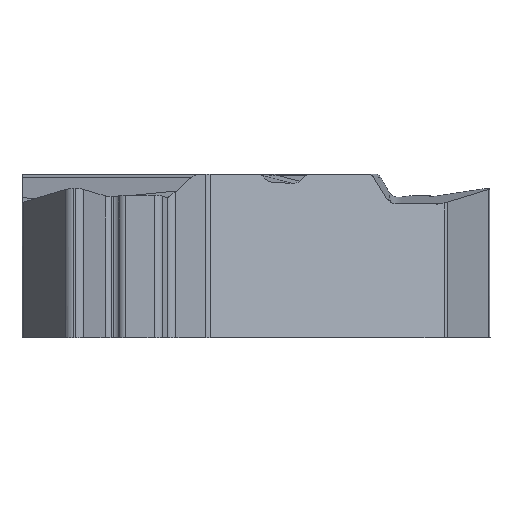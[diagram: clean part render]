
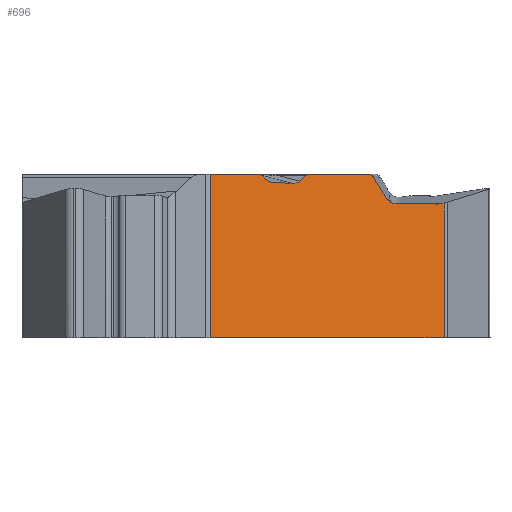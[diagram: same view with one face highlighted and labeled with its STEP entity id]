
A CAD part, front view. The second image highlights one B-rep face of the part: STEP entity #696.
In plain terms, the highlighted planar face has unit normal (0.5, -0.866, 0).
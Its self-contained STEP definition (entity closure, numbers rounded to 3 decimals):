
#92=FACE_OUTER_BOUND('',#885,.T.);
#180=PLANE('',#2321);
#219=LINE('',#3644,#405);
#223=LINE('',#3658,#409);
#301=LINE('',#3981,#487);
#302=LINE('',#3983,#488);
#303=LINE('',#3985,#489);
#304=LINE('',#3987,#490);
#305=LINE('',#3991,#491);
#306=LINE('',#3995,#492);
#307=LINE('',#4000,#493);
#308=LINE('',#4004,#494);
#309=LINE('',#4008,#495);
#405=VECTOR('',#2475,1.);
#409=VECTOR('',#2485,1.);
#487=VECTOR('',#2753,1.);
#488=VECTOR('',#2756,1.);
#489=VECTOR('',#2757,1.);
#490=VECTOR('',#2758,1.);
#491=VECTOR('',#2761,1.);
#492=VECTOR('',#2764,1.);
#493=VECTOR('',#2769,1.);
#494=VECTOR('',#2772,1.);
#495=VECTOR('',#2775,1.);
#620=ELLIPSE('',#2314,0.358,0.32);
#621=ELLIPSE('',#2315,0.389,0.32);
#622=ELLIPSE('',#2316,0.177,0.15);
#623=ELLIPSE('',#2317,0.167,0.15);
#624=ELLIPSE('',#2318,0.314,0.3);
#625=ELLIPSE('',#2319,0.314,0.3);
#626=ELLIPSE('',#2320,0.15,0.15);
#696=ADVANCED_FACE('',(#92),#180,.F.);
#885=EDGE_LOOP('',(#1215,#1216,#1217,#1218,#1219,#1220,#1221,#1222,#1223,
#1224,#1225,#1226,#1227,#1228,#1229,#1230,#1231,#1232));
#1215=ORIENTED_EDGE('',*,*,#1957,.T.);
#1216=ORIENTED_EDGE('',*,*,#1958,.T.);
#1217=ORIENTED_EDGE('',*,*,#1959,.T.);
#1218=ORIENTED_EDGE('',*,*,#1960,.T.);
#1219=ORIENTED_EDGE('',*,*,#1961,.T.);
#1220=ORIENTED_EDGE('',*,*,#1962,.F.);
#1221=ORIENTED_EDGE('',*,*,#1963,.T.);
#1222=ORIENTED_EDGE('',*,*,#1964,.T.);
#1223=ORIENTED_EDGE('',*,*,#1965,.F.);
#1224=ORIENTED_EDGE('',*,*,#1823,.F.);
#1225=ORIENTED_EDGE('',*,*,#1966,.F.);
#1226=ORIENTED_EDGE('',*,*,#1967,.T.);
#1227=ORIENTED_EDGE('',*,*,#1968,.T.);
#1228=ORIENTED_EDGE('',*,*,#1969,.T.);
#1229=ORIENTED_EDGE('',*,*,#1970,.T.);
#1230=ORIENTED_EDGE('',*,*,#1971,.T.);
#1231=ORIENTED_EDGE('',*,*,#1972,.F.);
#1232=ORIENTED_EDGE('',*,*,#1816,.F.);
#1610=VERTEX_POINT('',#3643);
#1611=VERTEX_POINT('',#3645);
#1617=VERTEX_POINT('',#3657);
#1618=VERTEX_POINT('',#3659);
#1707=VERTEX_POINT('',#3980);
#1708=VERTEX_POINT('',#3984);
#1709=VERTEX_POINT('',#3986);
#1710=VERTEX_POINT('',#3988);
#1711=VERTEX_POINT('',#3990);
#1712=VERTEX_POINT('',#3992);
#1713=VERTEX_POINT('',#3994);
#1714=VERTEX_POINT('',#3996);
#1715=VERTEX_POINT('',#3999);
#1716=VERTEX_POINT('',#4001);
#1717=VERTEX_POINT('',#4003);
#1718=VERTEX_POINT('',#4005);
#1719=VERTEX_POINT('',#4007);
#1720=VERTEX_POINT('',#4009);
#1816=EDGE_CURVE('',#1610,#1611,#219,.T.);
#1823=EDGE_CURVE('',#1617,#1618,#223,.T.);
#1957=EDGE_CURVE('',#1610,#1707,#301,.T.);
#1958=EDGE_CURVE('',#1707,#1708,#302,.T.);
#1959=EDGE_CURVE('',#1708,#1709,#303,.T.);
#1960=EDGE_CURVE('',#1709,#1710,#304,.T.);
#1961=EDGE_CURVE('',#1710,#1711,#620,.T.);
#1962=EDGE_CURVE('',#1712,#1711,#305,.T.);
#1963=EDGE_CURVE('',#1712,#1713,#621,.T.);
#1964=EDGE_CURVE('',#1713,#1714,#306,.T.);
#1965=EDGE_CURVE('',#1618,#1714,#622,.T.);
#1966=EDGE_CURVE('',#1715,#1617,#623,.T.);
#1967=EDGE_CURVE('',#1715,#1716,#307,.T.);
#1968=EDGE_CURVE('',#1716,#1717,#624,.T.);
#1969=EDGE_CURVE('',#1717,#1718,#308,.T.);
#1970=EDGE_CURVE('',#1718,#1719,#625,.T.);
#1971=EDGE_CURVE('',#1719,#1720,#309,.T.);
#1972=EDGE_CURVE('',#1611,#1720,#626,.T.);
#2314=AXIS2_PLACEMENT_3D('',#3989,#2759,#2760);
#2315=AXIS2_PLACEMENT_3D('',#3993,#2762,#2763);
#2316=AXIS2_PLACEMENT_3D('',#3997,#2765,#2766);
#2317=AXIS2_PLACEMENT_3D('',#3998,#2767,#2768);
#2318=AXIS2_PLACEMENT_3D('',#4002,#2770,#2771);
#2319=AXIS2_PLACEMENT_3D('',#4006,#2773,#2774);
#2320=AXIS2_PLACEMENT_3D('',#4010,#2776,#2777);
#2321=AXIS2_PLACEMENT_3D('',#4011,#2778,#2779);
#2475=DIRECTION('',(0.866,0.5,0.));
#2485=DIRECTION('',(0.866,0.5,0.));
#2753=DIRECTION('',(0.,0.,-1.));
#2756=DIRECTION('',(0.866,0.5,0.));
#2757=DIRECTION('',(0.,0.,1.));
#2758=DIRECTION('',(-0.853,-0.492,-0.174));
#2759=DIRECTION('',(-0.5,0.866,0.));
#2760=DIRECTION('',(-0.853,-0.492,-0.174));
#2761=DIRECTION('',(0.866,0.5,0.));
#2762=DIRECTION('',(-0.5,0.866,0.));
#2763=DIRECTION('',(-0.859,-0.496,0.126));
#2764=DIRECTION('',(-0.497,-0.287,0.819));
#2765=DIRECTION('',(-0.5,0.866,0.));
#2766=DIRECTION('',(-0.866,-0.5,0.));
#2767=DIRECTION('',(-0.5,0.866,0.));
#2768=DIRECTION('',(-0.866,-0.5,0.));
#2769=DIRECTION('',(-0.687,-0.397,-0.608));
#2770=DIRECTION('',(-0.5,0.866,0.));
#2771=DIRECTION('',(-0.7,-0.404,0.589));
#2772=DIRECTION('',(-0.865,-0.499,0.049));
#2773=DIRECTION('',(-0.5,0.866,0.));
#2774=DIRECTION('',(-0.7,-0.404,0.589));
#2775=DIRECTION('',(-0.656,-0.378,0.653));
#2776=DIRECTION('',(-0.5,0.866,0.));
#2777=DIRECTION('',(0.866,0.5,0.));
#2778=DIRECTION('',(-0.5,0.866,0.));
#2779=DIRECTION('',(-0.866,-0.5,0.));
#3643=CARTESIAN_POINT('',(0.255,-5.352,0.38));
#3644=CARTESIAN_POINT('',(8.733,-0.457,0.38));
#3645=CARTESIAN_POINT('',(1.543,-4.608,0.38));
#3657=CARTESIAN_POINT('',(2.884,-3.834,0.38));
#3658=CARTESIAN_POINT('',(-3.971,-7.792,0.38));
#3659=CARTESIAN_POINT('',(4.465,-2.921,0.38));
#3980=CARTESIAN_POINT('',(0.255,-5.352,-3.97));
#3981=CARTESIAN_POINT('',(0.255,-5.352,0.));
#3983=CARTESIAN_POINT('',(8.733,-0.457,-3.97));
#3984=CARTESIAN_POINT('',(6.477,-1.76,-3.97));
#3985=CARTESIAN_POINT('',(6.477,-1.76,0.));
#3986=CARTESIAN_POINT('',(6.477,-1.76,-0.383));
#3987=CARTESIAN_POINT('',(-3.599,-7.577,-2.434));
#3988=CARTESIAN_POINT('',(6.373,-1.82,-0.404));
#3989=CARTESIAN_POINT('',(6.325,-1.848,-0.089));
#3990=CARTESIAN_POINT('',(6.313,-1.855,-0.41));
#3991=CARTESIAN_POINT('',(-3.971,-7.792,-0.41));
#3992=CARTESIAN_POINT('',(5.233,-2.478,-0.41));
#3993=CARTESIAN_POINT('',(5.217,-2.487,-0.089));
#3994=CARTESIAN_POINT('',(4.928,-2.654,-0.239));
#3995=CARTESIAN_POINT('',(1.903,-4.4,4.749));
#3996=CARTESIAN_POINT('',(4.597,-2.845,0.307));
#3997=CARTESIAN_POINT('',(4.465,-2.921,0.23));
#3998=CARTESIAN_POINT('',(2.884,-3.834,0.23));
#3999=CARTESIAN_POINT('',(2.79,-3.888,0.344));
#4000=CARTESIAN_POINT('',(-1.614,-6.431,-3.552));
#4001=CARTESIAN_POINT('',(2.626,-3.983,0.199));
#4002=CARTESIAN_POINT('',(2.457,-4.081,0.443));
#4003=CARTESIAN_POINT('',(2.455,-4.082,0.138));
#4004=CARTESIAN_POINT('',(8.725,-0.462,-0.213));
#4005=CARTESIAN_POINT('',(1.893,-4.407,0.17));
#4006=CARTESIAN_POINT('',(1.894,-4.406,0.475));
#4007=CARTESIAN_POINT('',(1.723,-4.505,0.249));
#4008=CARTESIAN_POINT('',(5.846,-2.124,-3.862));
#4009=CARTESIAN_POINT('',(1.628,-4.559,0.344));
#4010=CARTESIAN_POINT('',(1.543,-4.608,0.23));
#4011=CARTESIAN_POINT('',(8.733,-0.457,0.));
